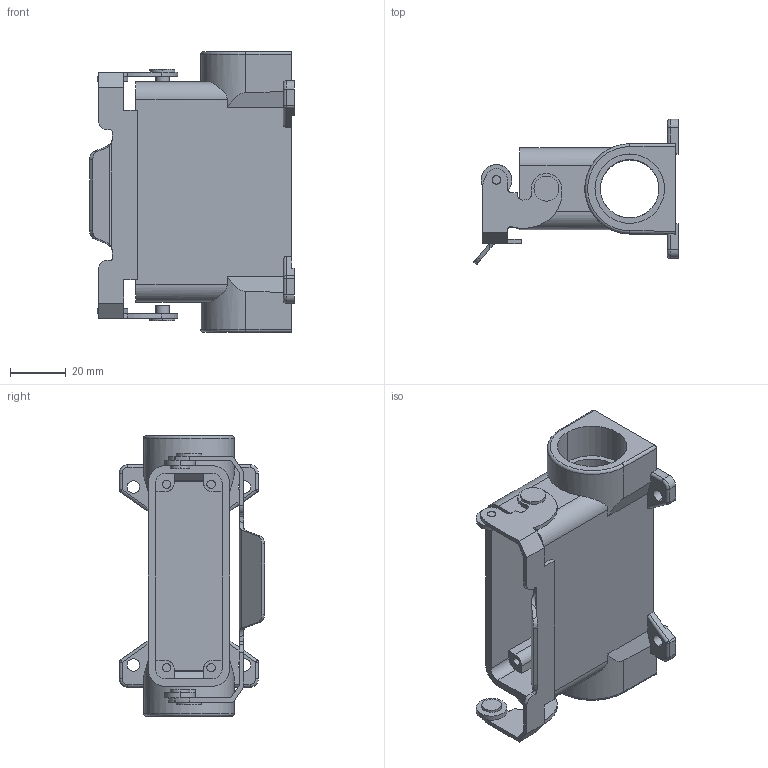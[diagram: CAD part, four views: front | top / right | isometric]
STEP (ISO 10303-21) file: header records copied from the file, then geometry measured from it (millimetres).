
FILE_DESCRIPTION(('Creo Elements/Direct Modeling STEP Export'),'2;1');
FILE_NAME('0ln7uvk4a6kqu252588','2017-04-13T 9:43:48',(''),(''),'PTC Creo Elements/Direct Modeling STEP processor for AP214 (Solid Model)','PTC Creo Elements/Direct Modeling 19.0E 27-Jun-2016 (C) Parametric Technology GmbH','');
FILE_SCHEMA(('AUTOMOTIVE_DESIGN { 1 0 10303 214 1 1 1 1 }'));
Length unit declared in the file: millimetre
Products named in the file (2): MZ7P_25_L225
Assembly tree (1 placements, depth 2):
  MZ7P_25_L225
    MZ7P_25_L225
Bounding box: 73.67 x 52.25 x 101 mm (x, y, z)
Volume: 56522.4 mm3; surface area: 37333.2 mm2
Topology: 1 solids, 7 shells, 292 faces, 790 edges, 532 vertices
Faces by surface type: plane 142, cylinder 140, torus 6, sphere 4
Entity records: 13223 total; most frequent: CARTESIAN_POINT 3645, ORIENTED_EDGE 1572, DIRECTION 1449, EDGE_CURVE 786, VERTEX_POINT 532, AXIS2_PLACEMENT_3D 499, VECTOR 451, LINE 451
